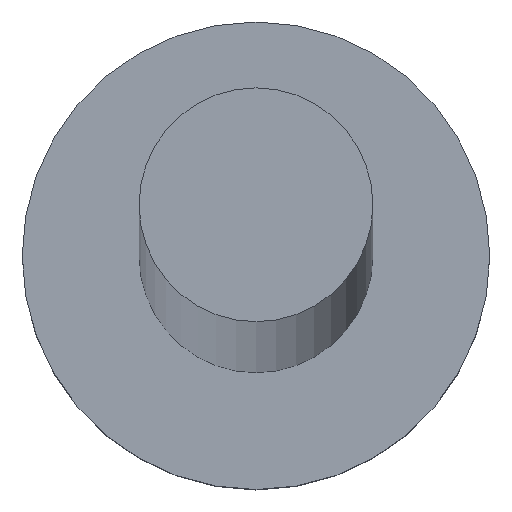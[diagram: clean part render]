
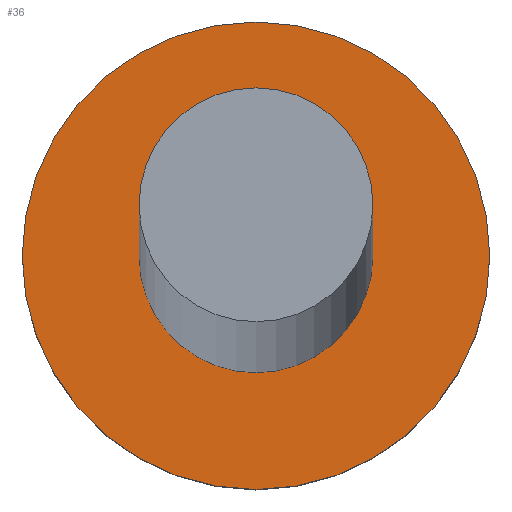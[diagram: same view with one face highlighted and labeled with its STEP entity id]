
A CAD part, top view. The second image highlights one B-rep face of the part: STEP entity #36.
In plain terms, the highlighted planar face has unit normal (0, 0, 1).
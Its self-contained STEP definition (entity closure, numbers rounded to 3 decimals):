
#5 = AXIS2_PLACEMENT_3D ( 'NONE', #92, #155, #217 ) ;
#10 = PLANE ( 'NONE',  #33 ) ;
#17 = CARTESIAN_POINT ( 'NONE',  ( 0., 0., 5. ) ) ;
#23 = DIRECTION ( 'NONE',  ( 1., 0., 0. ) ) ;
#26 = EDGE_CURVE ( 'NONE', #85, #88, #42, .T. ) ;
#33 = AXIS2_PLACEMENT_3D ( 'NONE', #17, #135, #63 ) ;
#36 = ADVANCED_FACE ( 'NONE', ( #50, #113 ), #10, .T. ) ;
#42 = CIRCLE ( 'NONE', #180, 2.5 ) ;
#50 = FACE_BOUND ( 'NONE', #163, .T. ) ;
#55 = EDGE_CURVE ( 'NONE', #153, #183, #204, .T. ) ;
#58 = AXIS2_PLACEMENT_3D ( 'NONE', #74, #152, #23 ) ;
#63 = DIRECTION ( 'NONE',  ( 1., 0., 0. ) ) ;
#66 = ORIENTED_EDGE ( 'NONE', *, *, #157, .T. ) ;
#73 = CARTESIAN_POINT ( 'NONE',  ( -2.5, 0., 5. ) ) ;
#74 = CARTESIAN_POINT ( 'NONE',  ( 0., 0., 5. ) ) ;
#75 = CIRCLE ( 'NONE', #5, 2.5 ) ;
#85 = VERTEX_POINT ( 'NONE', #233 ) ;
#88 = VERTEX_POINT ( 'NONE', #73 ) ;
#92 = CARTESIAN_POINT ( 'NONE',  ( 0., 0., 5. ) ) ;
#96 = CARTESIAN_POINT ( 'NONE',  ( 5., 0., 5. ) ) ;
#108 = CARTESIAN_POINT ( 'NONE',  ( 0., 0., 5. ) ) ;
#113 = FACE_OUTER_BOUND ( 'NONE', #162, .T. ) ;
#117 = AXIS2_PLACEMENT_3D ( 'NONE', #108, #225, #248 ) ;
#122 = EDGE_CURVE ( 'NONE', #88, #85, #75, .T. ) ;
#130 = DIRECTION ( 'NONE',  ( 1., 0., 0. ) ) ;
#135 = DIRECTION ( 'NONE',  ( 0., 0., 1. ) ) ;
#142 = ORIENTED_EDGE ( 'NONE', *, *, #55, .T. ) ;
#152 = DIRECTION ( 'NONE',  ( 0., 0., 1. ) ) ;
#153 = VERTEX_POINT ( 'NONE', #96 ) ;
#155 = DIRECTION ( 'NONE',  ( 0., 0., 1. ) ) ;
#157 = EDGE_CURVE ( 'NONE', #183, #153, #165, .T. ) ;
#159 = DIRECTION ( 'NONE',  ( 0., 0., 1. ) ) ;
#162 = EDGE_LOOP ( 'NONE', ( #66, #142 ) ) ;
#163 = EDGE_LOOP ( 'NONE', ( #249, #231 ) ) ;
#165 = CIRCLE ( 'NONE', #58, 5. ) ;
#180 = AXIS2_PLACEMENT_3D ( 'NONE', #229, #159, #130 ) ;
#183 = VERTEX_POINT ( 'NONE', #230 ) ;
#204 = CIRCLE ( 'NONE', #117, 5. ) ;
#217 = DIRECTION ( 'NONE',  ( 1., 0., 0. ) ) ;
#225 = DIRECTION ( 'NONE',  ( 0., 0., 1. ) ) ;
#229 = CARTESIAN_POINT ( 'NONE',  ( 0., 0., 5. ) ) ;
#230 = CARTESIAN_POINT ( 'NONE',  ( -5., 0., 5. ) ) ;
#231 = ORIENTED_EDGE ( 'NONE', *, *, #26, .F. ) ;
#233 = CARTESIAN_POINT ( 'NONE',  ( 2.5, 0., 5. ) ) ;
#248 = DIRECTION ( 'NONE',  ( 1., 0., 0. ) ) ;
#249 = ORIENTED_EDGE ( 'NONE', *, *, #122, .F. ) ;
